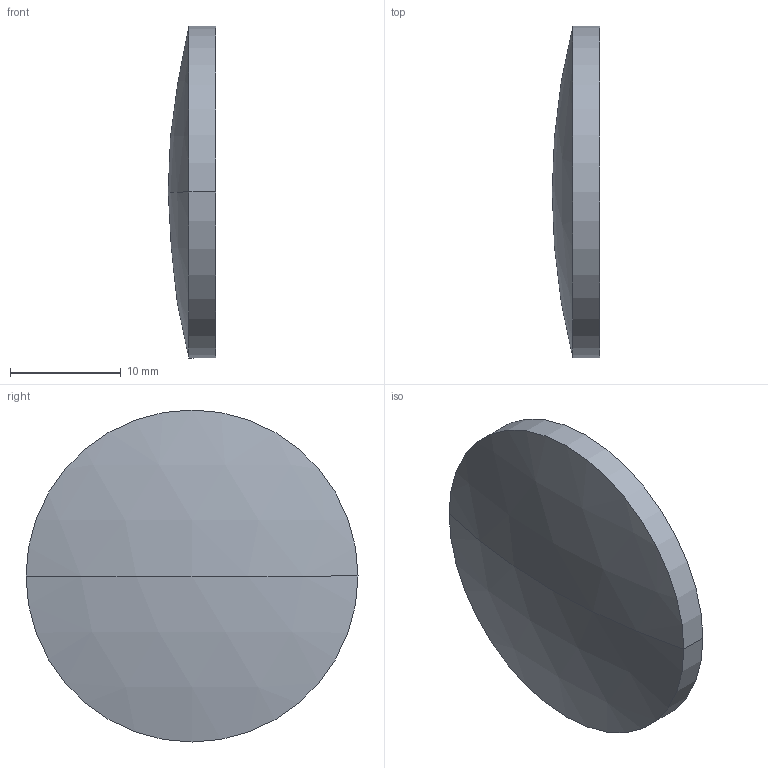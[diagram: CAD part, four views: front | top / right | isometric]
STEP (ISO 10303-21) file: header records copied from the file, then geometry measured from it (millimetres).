
FILE_DESCRIPTION (( 'STEP AP214' ), '1' );
FILE_NAME ('4451-E0W.step', '2007-11-09T00:00:10', ( ' ' ), ( ' ' ), 'SwSTEP 2.0', 'SolidWorks 2007', '' );
FILE_SCHEMA (( 'AUTOMOTIVE_DESIGN' ));
Length unit declared in the file: inch
Products named in the file (1): 4451-E0W
Bounding box: 4.3 x 30 x 30 mm (x, y, z)
Surface area: 1654 mm2 (no closed solid volume)
Topology: 0 solids, 1 shells, 5 faces, 8 edges, 5 vertices
Faces by surface type: sphere 2, cylinder 2, plane 1
Entity records: 199 total; most frequent: DIRECTION 26, CARTESIAN_POINT 19, ORIENTED_EDGE 16, AXIS2_PLACEMENT_3D 12, EDGE_CURVE 8, UNCERTAINTY_MEASURE_WITH_UNIT 6, LENGTH_MEASURE_WITH_UNIT 6, DIMENSIONAL_EXPONENTS 6
